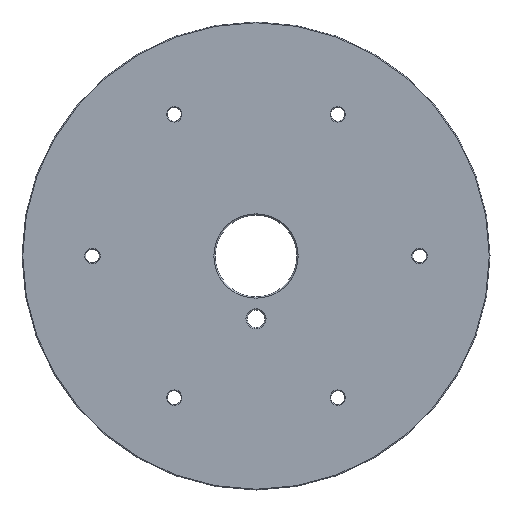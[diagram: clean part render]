
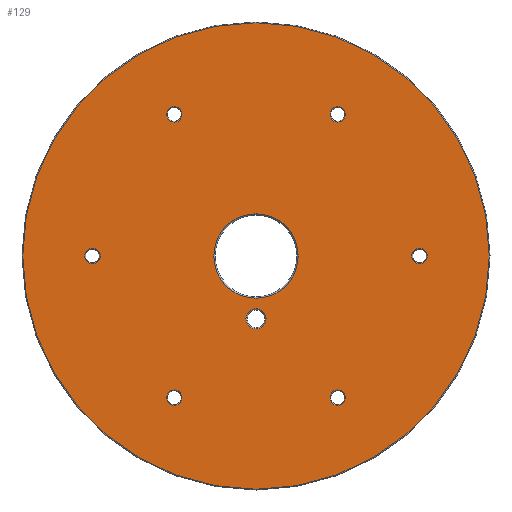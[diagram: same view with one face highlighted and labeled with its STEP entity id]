
A CAD part, front view. The second image highlights one B-rep face of the part: STEP entity #129.
In plain terms, the highlighted planar face has unit normal (0, -1, 0).
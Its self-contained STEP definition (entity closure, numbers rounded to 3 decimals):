
#4 = AXIS2_PLACEMENT_3D ( 'NONE', #667, #159, #276 ) ;
#11 = CARTESIAN_POINT ( 'NONE',  ( 32.5, -7., -56.292 ) ) ;
#12 = EDGE_LOOP ( 'NONE', ( #516 ) ) ;
#15 = ORIENTED_EDGE ( 'NONE', *, *, #312, .T. ) ;
#20 = CARTESIAN_POINT ( 'NONE',  ( -32.5, -7., -56.292 ) ) ;
#22 = VERTEX_POINT ( 'NONE', #359 ) ;
#26 = DIRECTION ( 'NONE',  ( 0., 0., 1. ) ) ;
#37 = VERTEX_POINT ( 'NONE', #149 ) ;
#38 = CIRCLE ( 'NONE', #396, 16.75 ) ;
#42 = AXIS2_PLACEMENT_3D ( 'NONE', #86, #196, #258 ) ;
#47 = VERTEX_POINT ( 'NONE', #198 ) ;
#55 = AXIS2_PLACEMENT_3D ( 'NONE', #384, #99, #103 ) ;
#86 = CARTESIAN_POINT ( 'NONE',  ( -65., -7., 0. ) ) ;
#88 = CARTESIAN_POINT ( 'NONE',  ( 29.859, -7., -57.817 ) ) ;
#92 = CARTESIAN_POINT ( 'NONE',  ( 0., -7., 0. ) ) ;
#96 = FACE_BOUND ( 'NONE', #688, .T. ) ;
#99 = DIRECTION ( 'NONE',  ( 0., 1., 0. ) ) ;
#103 = DIRECTION ( 'NONE',  ( 0., 0., 1. ) ) ;
#108 = CIRCLE ( 'NONE', #545, 3.05 ) ;
#123 = DIRECTION ( 'NONE',  ( 0., 1., 0. ) ) ;
#129 = ADVANCED_FACE ( 'NONE', ( #445, #277, #331, #673, #96, #328, #556, #269, #721 ), #612, .F. ) ;
#135 = ORIENTED_EDGE ( 'NONE', *, *, #576, .T. ) ;
#149 = CARTESIAN_POINT ( 'NONE',  ( 0., -7., 16.75 ) ) ;
#152 = EDGE_LOOP ( 'NONE', ( #243 ) ) ;
#159 = DIRECTION ( 'NONE',  ( 0., 1., 0. ) ) ;
#176 = DIRECTION ( 'NONE',  ( 0.866, 0., -0.5 ) ) ;
#177 = CIRCLE ( 'NONE', #4, 3.05 ) ;
#182 = DIRECTION ( 'NONE',  ( 0., 1., 0. ) ) ;
#191 = DIRECTION ( 'NONE',  ( 0., 1., 0. ) ) ;
#196 = DIRECTION ( 'NONE',  ( 0., 1., 0. ) ) ;
#198 = CARTESIAN_POINT ( 'NONE',  ( 35.141, -7., 54.767 ) ) ;
#205 = VERTEX_POINT ( 'NONE', #311 ) ;
#207 = DIRECTION ( 'NONE',  ( 0., 0., 1. ) ) ;
#209 = EDGE_CURVE ( 'NONE', #22, #22, #610, .T. ) ;
#243 = ORIENTED_EDGE ( 'NONE', *, *, #546, .T. ) ;
#255 = EDGE_LOOP ( 'NONE', ( #466 ) ) ;
#258 = DIRECTION ( 'NONE',  ( 0., 0., 1. ) ) ;
#261 = ORIENTED_EDGE ( 'NONE', *, *, #209, .T. ) ;
#262 = CARTESIAN_POINT ( 'NONE',  ( -29.859, -7., 57.817 ) ) ;
#269 = FACE_OUTER_BOUND ( 'NONE', #255, .T. ) ;
#271 = EDGE_LOOP ( 'NONE', ( #405 ) ) ;
#276 = DIRECTION ( 'NONE',  ( 0., 0., -1. ) ) ;
#277 = FACE_BOUND ( 'NONE', #450, .T. ) ;
#311 = CARTESIAN_POINT ( 'NONE',  ( 0., -7., 92.7 ) ) ;
#312 = EDGE_CURVE ( 'NONE', #609, #609, #642, .T. ) ;
#328 = FACE_BOUND ( 'NONE', #355, .T. ) ;
#331 = FACE_BOUND ( 'NONE', #152, .T. ) ;
#345 = CARTESIAN_POINT ( 'NONE',  ( -32.5, -7., 56.292 ) ) ;
#355 = EDGE_LOOP ( 'NONE', ( #15 ) ) ;
#359 = CARTESIAN_POINT ( 'NONE',  ( -65., -7., 3.05 ) ) ;
#379 = AXIS2_PLACEMENT_3D ( 'NONE', #572, #677, #176 ) ;
#384 = CARTESIAN_POINT ( 'NONE',  ( 16.75, -7., 0. ) ) ;
#394 = EDGE_CURVE ( 'NONE', #205, #205, #415, .T. ) ;
#396 = AXIS2_PLACEMENT_3D ( 'NONE', #477, #182, #26 ) ;
#405 = ORIENTED_EDGE ( 'NONE', *, *, #475, .T. ) ;
#407 = CIRCLE ( 'NONE', #641, 4. ) ;
#415 = CIRCLE ( 'NONE', #535, 92.7 ) ;
#431 = VERTEX_POINT ( 'NONE', #544 ) ;
#435 = CARTESIAN_POINT ( 'NONE',  ( -35.141, -7., -54.767 ) ) ;
#440 = CIRCLE ( 'NONE', #379, 3.05 ) ;
#445 = FACE_BOUND ( 'NONE', #684, .T. ) ;
#450 = EDGE_LOOP ( 'NONE', ( #135 ) ) ;
#451 = DIRECTION ( 'NONE',  ( 0.866, 0., 0.5 ) ) ;
#466 = ORIENTED_EDGE ( 'NONE', *, *, #394, .F. ) ;
#475 = EDGE_CURVE ( 'NONE', #538, #538, #177, .T. ) ;
#477 = CARTESIAN_POINT ( 'NONE',  ( 0., -7., 0. ) ) ;
#481 = VERTEX_POINT ( 'NONE', #88 ) ;
#500 = CIRCLE ( 'NONE', #596, 3.05 ) ;
#516 = ORIENTED_EDGE ( 'NONE', *, *, #705, .T. ) ;
#531 = EDGE_CURVE ( 'NONE', #481, #481, #500, .T. ) ;
#535 = AXIS2_PLACEMENT_3D ( 'NONE', #92, #615, #207 ) ;
#538 = VERTEX_POINT ( 'NONE', #657 ) ;
#544 = CARTESIAN_POINT ( 'NONE',  ( 0., -7., -21. ) ) ;
#545 = AXIS2_PLACEMENT_3D ( 'NONE', #345, #123, #451 ) ;
#546 = EDGE_CURVE ( 'NONE', #47, #47, #440, .T. ) ;
#556 = FACE_BOUND ( 'NONE', #568, .T. ) ;
#563 = CARTESIAN_POINT ( 'NONE',  ( 0., -7., -25. ) ) ;
#568 = EDGE_LOOP ( 'NONE', ( #261 ) ) ;
#569 = DIRECTION ( 'NONE',  ( 0., 1., 0. ) ) ;
#572 = CARTESIAN_POINT ( 'NONE',  ( 32.5, -7., 56.292 ) ) ;
#576 = EDGE_CURVE ( 'NONE', #670, #670, #108, .T. ) ;
#594 = ORIENTED_EDGE ( 'NONE', *, *, #531, .T. ) ;
#596 = AXIS2_PLACEMENT_3D ( 'NONE', #11, #680, #685 ) ;
#609 = VERTEX_POINT ( 'NONE', #435 ) ;
#610 = CIRCLE ( 'NONE', #42, 3.05 ) ;
#612 = PLANE ( 'NONE',  #55 ) ;
#614 = ORIENTED_EDGE ( 'NONE', *, *, #663, .T. ) ;
#615 = DIRECTION ( 'NONE',  ( 0., 1., 0. ) ) ;
#641 = AXIS2_PLACEMENT_3D ( 'NONE', #563, #569, #697 ) ;
#642 = CIRCLE ( 'NONE', #679, 3.05 ) ;
#657 = CARTESIAN_POINT ( 'NONE',  ( 65., -7., -3.05 ) ) ;
#663 = EDGE_CURVE ( 'NONE', #431, #431, #407, .T. ) ;
#667 = CARTESIAN_POINT ( 'NONE',  ( 65., -7., 0. ) ) ;
#670 = VERTEX_POINT ( 'NONE', #262 ) ;
#673 = FACE_BOUND ( 'NONE', #271, .T. ) ;
#677 = DIRECTION ( 'NONE',  ( 0., 1., 0. ) ) ;
#679 = AXIS2_PLACEMENT_3D ( 'NONE', #20, #191, #694 ) ;
#680 = DIRECTION ( 'NONE',  ( 0., 1., 0. ) ) ;
#684 = EDGE_LOOP ( 'NONE', ( #614 ) ) ;
#685 = DIRECTION ( 'NONE',  ( -0.866, 0., -0.5 ) ) ;
#688 = EDGE_LOOP ( 'NONE', ( #594 ) ) ;
#694 = DIRECTION ( 'NONE',  ( -0.866, 0., 0.5 ) ) ;
#697 = DIRECTION ( 'NONE',  ( 0., 0., 1. ) ) ;
#705 = EDGE_CURVE ( 'NONE', #37, #37, #38, .T. ) ;
#721 = FACE_BOUND ( 'NONE', #12, .T. ) ;
